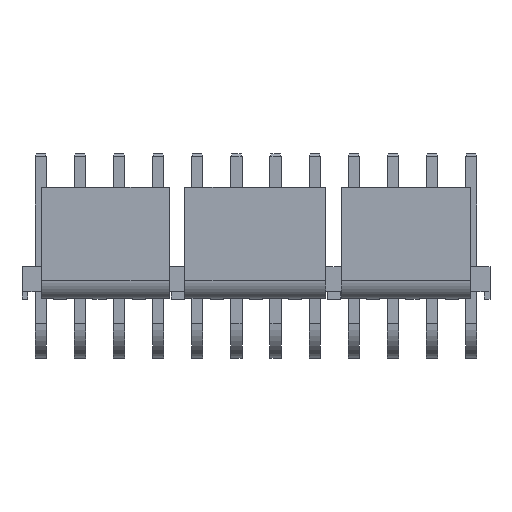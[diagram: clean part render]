
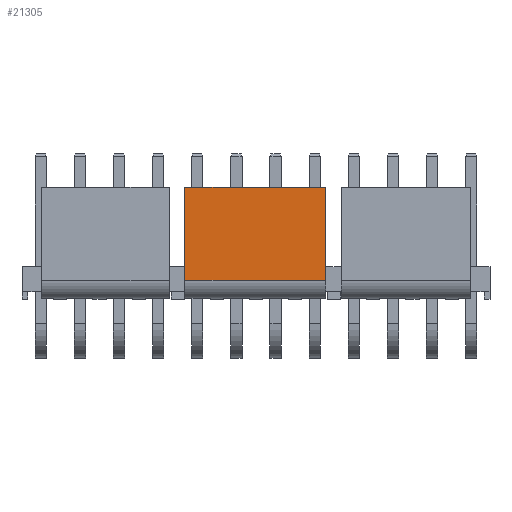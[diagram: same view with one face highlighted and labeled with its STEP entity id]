
A CAD part, top view. The second image highlights one B-rep face of the part: STEP entity #21305.
In plain terms, the highlighted planar face has unit normal (0, 0, 1).
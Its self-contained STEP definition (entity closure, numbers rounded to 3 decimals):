
#3392 = PLANE('',#3393);
#3393 = AXIS2_PLACEMENT_3D('',#3394,#3395,#3396);
#3394 = CARTESIAN_POINT('',(28.833,19.345,10.01));
#3395 = DIRECTION('',(-1.,0.,0.));
#3396 = DIRECTION('',(0.,-1.,0.));
#3782 = PLANE('',#3783);
#3783 = AXIS2_PLACEMENT_3D('',#3784,#3785,#3786);
#3784 = CARTESIAN_POINT('',(14.577,4.715,10.01));
#3785 = DIRECTION('',(1.,0.,0.));
#3786 = DIRECTION('',(0.,1.,0.));
#10197 = EDGE_CURVE('',#10198,#10200,#10202,.T.);
#10198 = VERTEX_POINT('',#10199);
#10199 = CARTESIAN_POINT('',(14.577,7.32,10.01));
#10200 = VERTEX_POINT('',#10201);
#10201 = CARTESIAN_POINT('',(14.577,16.74,10.01));
#10202 = SURFACE_CURVE('',#10203,(#10207,#10214),.PCURVE_S1.);
#10203 = LINE('',#10204,#10205);
#10204 = CARTESIAN_POINT('',(14.577,4.715,10.01));
#10205 = VECTOR('',#10206,1.);
#10206 = DIRECTION('',(0.,1.,0.));
#10207 = PCURVE('',#3782,#10208);
#10208 = DEFINITIONAL_REPRESENTATION('',(#10209),#10213);
#10209 = LINE('',#10210,#10211);
#10210 = CARTESIAN_POINT('',(0.,0.));
#10211 = VECTOR('',#10212,1.);
#10212 = DIRECTION('',(1.,0.));
#10213 = ( GEOMETRIC_REPRESENTATION_CONTEXT(2)
PARAMETRIC_REPRESENTATION_CONTEXT() REPRESENTATION_CONTEXT('2D SPACE',''
) );
#10214 = PCURVE('',#10215,#10220);
#10215 = PLANE('',#10216);
#10216 = AXIS2_PLACEMENT_3D('',#10217,#10218,#10219);
#10217 = CARTESIAN_POINT('',(45.465,16.74,10.01));
#10218 = DIRECTION('',(0.,0.,1.));
#10219 = DIRECTION('',(0.,-1.,0.));
#10220 = DEFINITIONAL_REPRESENTATION('',(#10221),#10225);
#10221 = LINE('',#10222,#10223);
#10222 = CARTESIAN_POINT('',(12.025,-30.888));
#10223 = VECTOR('',#10224,1.);
#10224 = DIRECTION('',(-1.,0.));
#10225 = ( GEOMETRIC_REPRESENTATION_CONTEXT(2)
PARAMETRIC_REPRESENTATION_CONTEXT() REPRESENTATION_CONTEXT('2D SPACE',''
) );
#10244 = CYLINDRICAL_SURFACE('',#10245,1.948);
#10245 = AXIS2_PLACEMENT_3D('',#10246,#10247,#10248);
#10246 = CARTESIAN_POINT('',(45.465,7.357,8.063));
#10247 = DIRECTION('',(1.,0.,0.));
#10248 = DIRECTION('',(0.,-0.019,
1.));
#10476 = PLANE('',#10477);
#10477 = AXIS2_PLACEMENT_3D('',#10478,#10479,#10480);
#10478 = CARTESIAN_POINT('',(45.465,16.74,9.24));
#10479 = DIRECTION('',(0.,1.,0.));
#10480 = DIRECTION('',(0.,0.,1.));
#11292 = EDGE_CURVE('',#11293,#11295,#11297,.T.);
#11293 = VERTEX_POINT('',#11294);
#11294 = CARTESIAN_POINT('',(28.833,16.74,10.01));
#11295 = VERTEX_POINT('',#11296);
#11296 = CARTESIAN_POINT('',(28.833,7.32,10.01));
#11297 = SURFACE_CURVE('',#11298,(#11302,#11309),.PCURVE_S1.);
#11298 = LINE('',#11299,#11300);
#11299 = CARTESIAN_POINT('',(28.833,19.345,10.01));
#11300 = VECTOR('',#11301,1.);
#11301 = DIRECTION('',(0.,-1.,0.));
#11302 = PCURVE('',#3392,#11303);
#11303 = DEFINITIONAL_REPRESENTATION('',(#11304),#11308);
#11304 = LINE('',#11305,#11306);
#11305 = CARTESIAN_POINT('',(0.,0.));
#11306 = VECTOR('',#11307,1.);
#11307 = DIRECTION('',(1.,0.));
#11308 = ( GEOMETRIC_REPRESENTATION_CONTEXT(2)
PARAMETRIC_REPRESENTATION_CONTEXT() REPRESENTATION_CONTEXT('2D SPACE',''
) );
#11309 = PCURVE('',#10215,#11310);
#11310 = DEFINITIONAL_REPRESENTATION('',(#11311),#11315);
#11311 = LINE('',#11312,#11313);
#11312 = CARTESIAN_POINT('',(-2.605,-16.632));
#11313 = VECTOR('',#11314,1.);
#11314 = DIRECTION('',(1.,0.));
#11315 = ( GEOMETRIC_REPRESENTATION_CONTEXT(2)
PARAMETRIC_REPRESENTATION_CONTEXT() REPRESENTATION_CONTEXT('2D SPACE',''
) );
#21305 = ADVANCED_FACE('',(#21306),#10215,.T.);
#21306 = FACE_BOUND('',#21307,.T.);
#21307 = EDGE_LOOP('',(#21308,#21309,#21330,#21331));
#21308 = ORIENTED_EDGE('',*,*,#11292,.F.);
#21309 = ORIENTED_EDGE('',*,*,#21310,.T.);
#21310 = EDGE_CURVE('',#11293,#10200,#21311,.T.);
#21311 = SURFACE_CURVE('',#21312,(#21316,#21323),.PCURVE_S1.);
#21312 = LINE('',#21313,#21314);
#21313 = CARTESIAN_POINT('',(45.465,16.74,10.01));
#21314 = VECTOR('',#21315,1.);
#21315 = DIRECTION('',(-1.,0.,0.));
#21316 = PCURVE('',#10215,#21317);
#21317 = DEFINITIONAL_REPRESENTATION('',(#21318),#21322);
#21318 = LINE('',#21319,#21320);
#21319 = CARTESIAN_POINT('',(0.,0.));
#21320 = VECTOR('',#21321,1.);
#21321 = DIRECTION('',(0.,-1.));
#21322 = ( GEOMETRIC_REPRESENTATION_CONTEXT(2)
PARAMETRIC_REPRESENTATION_CONTEXT() REPRESENTATION_CONTEXT('2D SPACE',''
) );
#21323 = PCURVE('',#10476,#21324);
#21324 = DEFINITIONAL_REPRESENTATION('',(#21325),#21329);
#21325 = LINE('',#21326,#21327);
#21326 = CARTESIAN_POINT('',(0.77,0.));
#21327 = VECTOR('',#21328,1.);
#21328 = DIRECTION('',(0.,-1.));
#21329 = ( GEOMETRIC_REPRESENTATION_CONTEXT(2)
PARAMETRIC_REPRESENTATION_CONTEXT() REPRESENTATION_CONTEXT('2D SPACE',''
) );
#21330 = ORIENTED_EDGE('',*,*,#10197,.F.);
#21331 = ORIENTED_EDGE('',*,*,#21332,.F.);
#21332 = EDGE_CURVE('',#11295,#10198,#21333,.T.);
#21333 = SURFACE_CURVE('',#21334,(#21338,#21345),.PCURVE_S1.);
#21334 = LINE('',#21335,#21336);
#21335 = CARTESIAN_POINT('',(45.465,7.32,10.01));
#21336 = VECTOR('',#21337,1.);
#21337 = DIRECTION('',(-1.,0.,0.));
#21338 = PCURVE('',#10215,#21339);
#21339 = DEFINITIONAL_REPRESENTATION('',(#21340),#21344);
#21340 = LINE('',#21341,#21342);
#21341 = CARTESIAN_POINT('',(9.42,0.));
#21342 = VECTOR('',#21343,1.);
#21343 = DIRECTION('',(0.,-1.));
#21344 = ( GEOMETRIC_REPRESENTATION_CONTEXT(2)
PARAMETRIC_REPRESENTATION_CONTEXT() REPRESENTATION_CONTEXT('2D SPACE',''
) );
#21345 = PCURVE('',#10244,#21346);
#21346 = DEFINITIONAL_REPRESENTATION('',(#21347),#21351);
#21347 = LINE('',#21348,#21349);
#21348 = CARTESIAN_POINT('',(0.,0.));
#21349 = VECTOR('',#21350,1.);
#21350 = DIRECTION('',(0.,-1.));
#21351 = ( GEOMETRIC_REPRESENTATION_CONTEXT(2)
PARAMETRIC_REPRESENTATION_CONTEXT() REPRESENTATION_CONTEXT('2D SPACE',''
) );
